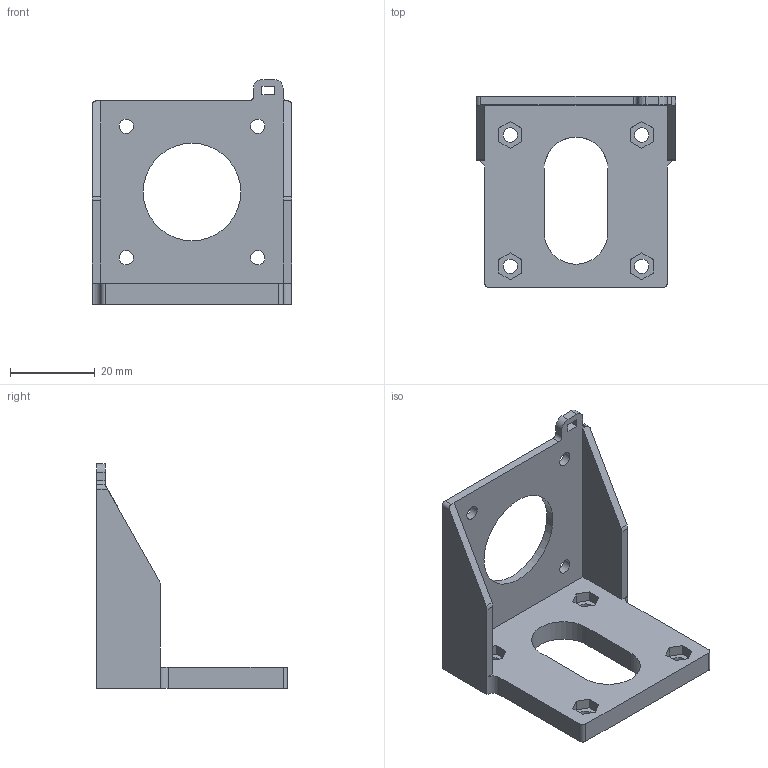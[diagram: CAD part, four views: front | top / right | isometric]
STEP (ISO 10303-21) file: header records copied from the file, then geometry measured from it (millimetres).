
FILE_DESCRIPTION(/* description */ (''),/* implementation_level */ '2;1');
FILE_NAME(/* name */ 'BMG_Mount_with_slot_v1.5 v1.step',/* time_stamp */ '2020-09-20T21:21:27+02:00',/* author */ (''),/* organization */ (''),/* preprocessor_version */ 'ST-DEVELOPER v18.1',/* originating_system */ 'Autodesk Translation Framework v9.3.0.1241',/* authorisation */ '');
FILE_SCHEMA (('AUTOMOTIVE_DESIGN { 1 0 10303 214 3 1 1 }'));
Length unit declared in the file: millimetre
Products named in the file (1): BMG_Mount_with_slot_v1.5
Bounding box: 47 x 45 x 53 mm (x, y, z)
Volume: 12451.6 mm3; surface area: 9933.8 mm2
Topology: 1 solids, 1 shells, 78 faces, 212 edges, 140 vertices
Faces by surface type: plane 55, cylinder 23
Full cylindrical faces by diameter (mm): 3.4 x8, 23 x1
Entity records: 2584 total; most frequent: CARTESIAN_POINT 431, ORIENTED_EDGE 424, DIRECTION 416, EDGE_CURVE 212, LINE 166, VECTOR 166, VERTEX_POINT 140, AXIS2_PLACEMENT_3D 125
